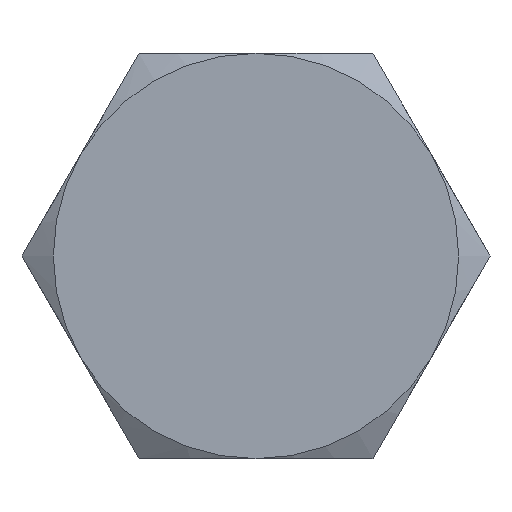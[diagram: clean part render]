
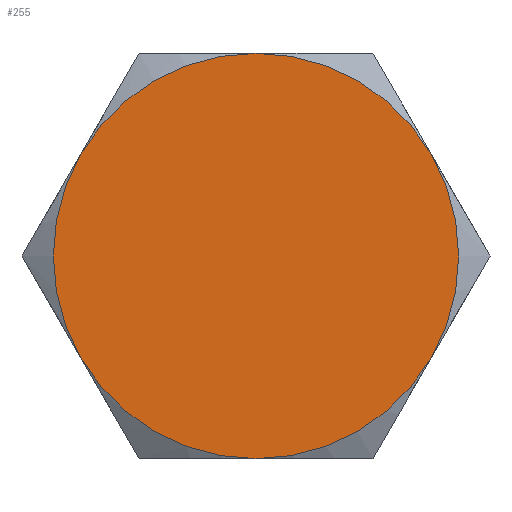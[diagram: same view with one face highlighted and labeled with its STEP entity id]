
A CAD part, left-side view. The second image highlights one B-rep face of the part: STEP entity #255.
In plain terms, the highlighted planar face has unit normal (-1, 0, 0).
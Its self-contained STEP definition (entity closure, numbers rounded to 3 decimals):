
#21 = DIRECTION ( 'NONE',  ( 0., 0., -1. ) ) ;
#38 = CARTESIAN_POINT ( 'NONE',  ( 0., 0., 8.5 ) ) ;
#58 = ORIENTED_EDGE ( 'NONE', *, *, #370, .T. ) ;
#72 = CIRCLE ( 'NONE', #797, 8.5 ) ;
#87 = CARTESIAN_POINT ( 'NONE',  ( 0., 7.361, 4.25 ) ) ;
#121 = VERTEX_POINT ( 'NONE', #736 ) ;
#164 = DIRECTION ( 'NONE',  ( 0., 0., -1. ) ) ;
#166 = VERTEX_POINT ( 'NONE', #38 ) ;
#167 = CIRCLE ( 'NONE', #348, 8.5 ) ;
#178 = EDGE_CURVE ( 'NONE', #776, #275, #167, .T. ) ;
#181 = CIRCLE ( 'NONE', #282, 8.5 ) ;
#184 = DIRECTION ( 'NONE',  ( 1., 0., 0. ) ) ;
#232 = DIRECTION ( 'NONE',  ( 0., 0., -1. ) ) ;
#255 = ADVANCED_FACE ( 'NONE', ( #700 ), #565, .F. ) ;
#275 = VERTEX_POINT ( 'NONE', #571 ) ;
#280 = DIRECTION ( 'NONE',  ( 0., 0., -1. ) ) ;
#282 = AXIS2_PLACEMENT_3D ( 'NONE', #470, #399, #21 ) ;
#288 = CARTESIAN_POINT ( 'NONE',  ( 0., 0., 0. ) ) ;
#308 = DIRECTION ( 'NONE',  ( 0., 0., -1. ) ) ;
#321 = CARTESIAN_POINT ( 'NONE',  ( 0., 0., 0. ) ) ;
#322 = ORIENTED_EDGE ( 'NONE', *, *, #178, .F. ) ;
#339 = CIRCLE ( 'NONE', #620, 8.5 ) ;
#348 = AXIS2_PLACEMENT_3D ( 'NONE', #557, #432, #232 ) ;
#352 = CARTESIAN_POINT ( 'NONE',  ( 0., 0., 0. ) ) ;
#370 = EDGE_CURVE ( 'NONE', #166, #743, #434, .T. ) ;
#399 = DIRECTION ( 'NONE',  ( 1., 0., 0. ) ) ;
#405 = CARTESIAN_POINT ( 'NONE',  ( 0., -7.361, -4.25 ) ) ;
#415 = CARTESIAN_POINT ( 'NONE',  ( 0., 0., 0. ) ) ;
#428 = CARTESIAN_POINT ( 'NONE',  ( 0., -7.361, 4.25 ) ) ;
#432 = DIRECTION ( 'NONE',  ( 1., 0., 0. ) ) ;
#434 = CIRCLE ( 'NONE', #611, 8.5 ) ;
#459 = DIRECTION ( 'NONE',  ( 0., 0., 1. ) ) ;
#468 = ORIENTED_EDGE ( 'NONE', *, *, #803, .F. ) ;
#470 = CARTESIAN_POINT ( 'NONE',  ( 0., 0., 0. ) ) ;
#473 = CIRCLE ( 'NONE', #588, 8.5 ) ;
#491 = DIRECTION ( 'NONE',  ( 0., 0., -1. ) ) ;
#515 = EDGE_CURVE ( 'NONE', #166, #670, #181, .T. ) ;
#549 = DIRECTION ( 'NONE',  ( 1., 0., 0. ) ) ;
#557 = CARTESIAN_POINT ( 'NONE',  ( 0., 0., 0. ) ) ;
#565 = PLANE ( 'NONE',  #677 ) ;
#571 = CARTESIAN_POINT ( 'NONE',  ( 0., 0., -8.5 ) ) ;
#584 = EDGE_CURVE ( 'NONE', #121, #743, #339, .T. ) ;
#587 = DIRECTION ( 'NONE',  ( -1., 0., 0. ) ) ;
#588 = AXIS2_PLACEMENT_3D ( 'NONE', #352, #549, #164 ) ;
#608 = ORIENTED_EDGE ( 'NONE', *, *, #584, .F. ) ;
#611 = AXIS2_PLACEMENT_3D ( 'NONE', #321, #587, #459 ) ;
#620 = AXIS2_PLACEMENT_3D ( 'NONE', #288, #666, #491 ) ;
#624 = ORIENTED_EDGE ( 'NONE', *, *, #648, .F. ) ;
#648 = EDGE_CURVE ( 'NONE', #275, #121, #473, .T. ) ;
#666 = DIRECTION ( 'NONE',  ( 1., 0., 0. ) ) ;
#670 = VERTEX_POINT ( 'NONE', #428 ) ;
#677 = AXIS2_PLACEMENT_3D ( 'NONE', #808, #184, #308 ) ;
#686 = EDGE_LOOP ( 'NONE', ( #624, #322, #468, #740, #58, #608 ) ) ;
#700 = FACE_OUTER_BOUND ( 'NONE', #686, .T. ) ;
#722 = DIRECTION ( 'NONE',  ( 1., 0., 0. ) ) ;
#736 = CARTESIAN_POINT ( 'NONE',  ( 0., 7.361, -4.25 ) ) ;
#740 = ORIENTED_EDGE ( 'NONE', *, *, #515, .F. ) ;
#743 = VERTEX_POINT ( 'NONE', #87 ) ;
#776 = VERTEX_POINT ( 'NONE', #405 ) ;
#797 = AXIS2_PLACEMENT_3D ( 'NONE', #415, #722, #280 ) ;
#803 = EDGE_CURVE ( 'NONE', #670, #776, #72, .T. ) ;
#808 = CARTESIAN_POINT ( 'NONE',  ( 0., 9.815, 0. ) ) ;
